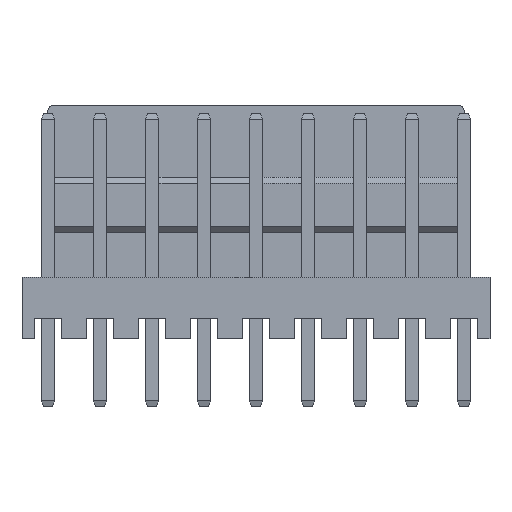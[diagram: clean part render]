
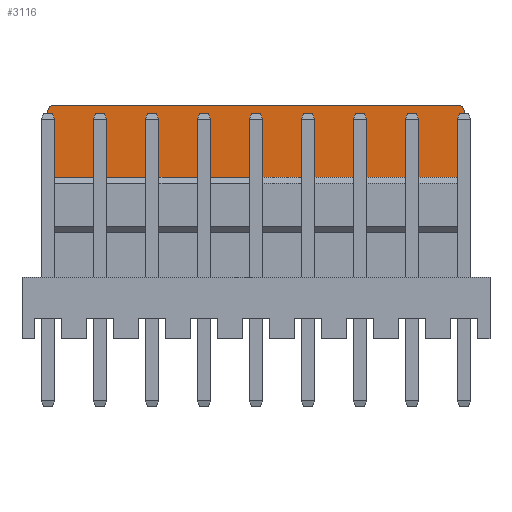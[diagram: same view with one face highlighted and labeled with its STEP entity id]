
A CAD part, front view. The second image highlights one B-rep face of the part: STEP entity #3116.
In plain terms, the highlighted planar face has unit normal (0, -1, 0).
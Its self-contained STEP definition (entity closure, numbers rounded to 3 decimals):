
#28 = ORIENTED_EDGE ( 'NONE', *, *, #135, .F. ) ;
#125 = VERTEX_POINT ( 'NONE', #4015 ) ;
#135 = EDGE_CURVE ( 'NONE', #4305, #4960, #2243, .T. ) ;
#292 = CARTESIAN_POINT ( 'NONE',  ( 20.32, 1.5, 7.9 ) ) ;
#312 = CARTESIAN_POINT ( 'NONE',  ( 0.25, 1.5, 11.15 ) ) ;
#443 = DIRECTION ( 'NONE',  ( 1., 0., 0. ) ) ;
#632 = CARTESIAN_POINT ( 'NONE',  ( 20.32, 1.5, 11.15 ) ) ;
#1059 = VERTEX_POINT ( 'NONE', #292 ) ;
#1107 = DIRECTION ( 'NONE',  ( 0., 0., 1. ) ) ;
#1256 = DIRECTION ( 'NONE',  ( 0., -1., 0. ) ) ;
#1498 = ORIENTED_EDGE ( 'NONE', *, *, #6346, .F. ) ;
#1760 = VERTEX_POINT ( 'NONE', #632 ) ;
#1848 = DIRECTION ( 'NONE',  ( 1., 0., 0. ) ) ;
#1852 = EDGE_LOOP ( 'NONE', ( #1498, #2929, #28, #2598, #1971, #4891 ) ) ;
#1971 = ORIENTED_EDGE ( 'NONE', *, *, #3093, .T. ) ;
#2243 = CIRCLE ( 'NONE', #4975, 0.25 ) ;
#2309 = CARTESIAN_POINT ( 'NONE',  ( 20.32, 1.5, 7.9 ) ) ;
#2562 = LINE ( 'NONE', #4781, #5327 ) ;
#2598 = ORIENTED_EDGE ( 'NONE', *, *, #6318, .F. ) ;
#2662 = FACE_OUTER_BOUND ( 'NONE', #1852, .T. ) ;
#2732 = LINE ( 'NONE', #2309, #5261 ) ;
#2818 = PLANE ( 'NONE',  #3295 ) ;
#2929 = ORIENTED_EDGE ( 'NONE', *, *, #3333, .F. ) ;
#2960 = CARTESIAN_POINT ( 'NONE',  ( 0.25, 1.5, 11.4 ) ) ;
#3085 = CARTESIAN_POINT ( 'NONE',  ( 20.32, 1.5, 11.4 ) ) ;
#3093 = EDGE_CURVE ( 'NONE', #6018, #1059, #2732, .T. ) ;
#3114 = CARTESIAN_POINT ( 'NONE',  ( 0., 1.5, 0. ) ) ;
#3116 = ADVANCED_FACE ( 'NONE', ( #2662 ), #2818, .T. ) ;
#3131 = DIRECTION ( 'NONE',  ( 0., 0., -1. ) ) ;
#3295 = AXIS2_PLACEMENT_3D ( 'NONE', #4947, #1256, #4911 ) ;
#3333 = EDGE_CURVE ( 'NONE', #4960, #125, #3695, .T. ) ;
#3428 = EDGE_CURVE ( 'NONE', #1059, #1760, #2562, .T. ) ;
#3688 = LINE ( 'NONE', #3114, #5566 ) ;
#3695 = LINE ( 'NONE', #3085, #4433 ) ;
#3967 = DIRECTION ( 'NONE',  ( 0., 1., 0. ) ) ;
#4015 = CARTESIAN_POINT ( 'NONE',  ( 20.07, 1.5, 11.4 ) ) ;
#4305 = VERTEX_POINT ( 'NONE', #4913 ) ;
#4433 = VECTOR ( 'NONE', #443, 1000. ) ;
#4781 = CARTESIAN_POINT ( 'NONE',  ( 20.32, 1.5, 0. ) ) ;
#4891 = ORIENTED_EDGE ( 'NONE', *, *, #3428, .T. ) ;
#4911 = DIRECTION ( 'NONE',  ( 0., 0., -1. ) ) ;
#4913 = CARTESIAN_POINT ( 'NONE',  ( 0., 1.5, 11.15 ) ) ;
#4947 = CARTESIAN_POINT ( 'NONE',  ( 20.32, 1.5, 7.9 ) ) ;
#4960 = VERTEX_POINT ( 'NONE', #2960 ) ;
#4975 = AXIS2_PLACEMENT_3D ( 'NONE', #312, #3967, #5008 ) ;
#5008 = DIRECTION ( 'NONE',  ( 0., 0., 1. ) ) ;
#5025 = CARTESIAN_POINT ( 'NONE',  ( 0., 1.5, 7.9 ) ) ;
#5252 = CARTESIAN_POINT ( 'NONE',  ( 20.07, 1.5, 11.15 ) ) ;
#5261 = VECTOR ( 'NONE', #1848, 1000. ) ;
#5327 = VECTOR ( 'NONE', #1107, 1000. ) ;
#5566 = VECTOR ( 'NONE', #5769, 1000. ) ;
#5642 = AXIS2_PLACEMENT_3D ( 'NONE', #5252, #6252, #3131 ) ;
#5769 = DIRECTION ( 'NONE',  ( 0., 0., 1. ) ) ;
#6018 = VERTEX_POINT ( 'NONE', #5025 ) ;
#6215 = CIRCLE ( 'NONE', #5642, 0.25 ) ;
#6252 = DIRECTION ( 'NONE',  ( 0., 1., 0. ) ) ;
#6318 = EDGE_CURVE ( 'NONE', #6018, #4305, #3688, .T. ) ;
#6346 = EDGE_CURVE ( 'NONE', #125, #1760, #6215, .T. ) ;
